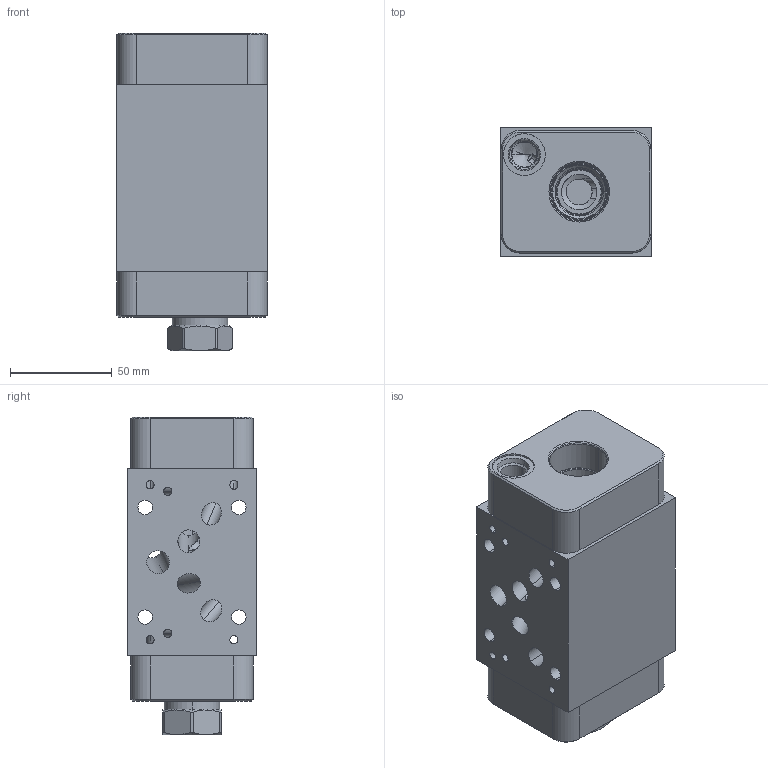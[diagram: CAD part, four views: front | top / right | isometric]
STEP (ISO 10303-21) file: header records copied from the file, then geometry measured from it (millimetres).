
FILE_DESCRIPTION((''),'2;1');
FILE_NAME('NJ3_ASM','2022-08-31T',('ProEService'),(''),'PRO/ENGINEER BY PARAMETRIC TECHNOLOGY CORPORATION, 2014200','PRO/ENGINEER BY PARAMETRIC TECHNOLOGY CORPORATION, 2014200','');
FILE_SCHEMA(('CONFIG_CONTROL_DESIGN'));
Length unit declared in the file: inch
Products named in the file (3): 152-270-001; CXFAXCN; NJ3_ASM
Assembly tree (2 placements, depth 2):
  NJ3_ASM
    152-270-001
    CXFAXCN
Bounding box: 74.63 x 63.5 x 156.36 mm (x, y, z)
Volume: 552724.3 mm3; surface area: 91121.2 mm2
Topology: 4 solids, 4 shells, 307 faces, 1049 edges, 921 vertices
Faces by surface type: cylinder 141, cone 68, plane 48, torus 28, sphere 14, revolution 8
Entity records: 15034 total; most frequent: CARTESIAN_POINT 6311, DIRECTION 1772, ORIENTED_EDGE 1528, EDGE_CURVE 764, AXIS2_PLACEMENT_3D 621, VECTOR 522, LINE 522, VERTEX_POINT 474
